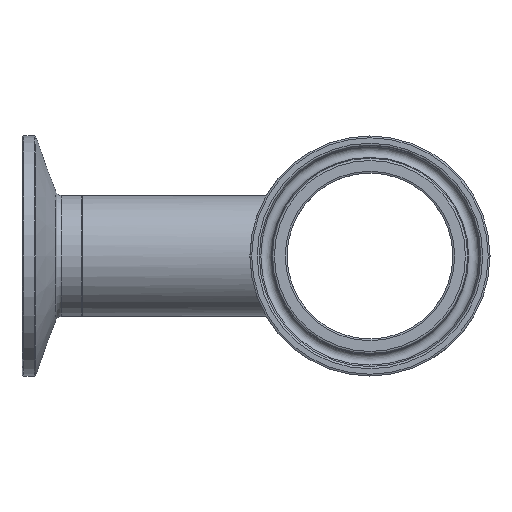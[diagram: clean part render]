
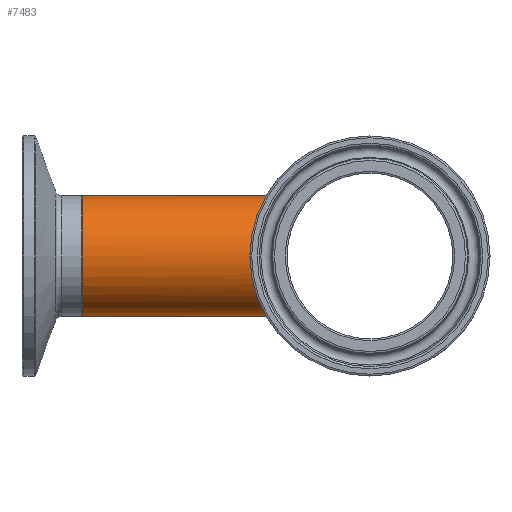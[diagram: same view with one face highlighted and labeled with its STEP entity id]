
A CAD part, left-side view. The second image highlights one B-rep face of the part: STEP entity #7483.
In plain terms, the highlighted cylindrical face has radius 12.7 mm (diameter 25.4 mm), a full revolution.
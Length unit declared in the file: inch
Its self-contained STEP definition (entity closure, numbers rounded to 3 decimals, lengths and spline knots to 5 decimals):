
#139=FACE_BOUND('',#1386,.T.);
#917=FACE_OUTER_BOUND('',#1385,.T.);
#1385=EDGE_LOOP('',(#6843));
#1386=EDGE_LOOP('',(#6844));
#1832=B_SPLINE_CURVE_WITH_KNOTS('',3,(#16099,#16100,#16101,#16102,#16103,
#16104,#16105,#16106,#16107,#16108,#16109,#16110,#16111,#16112,#16113,#16114,
#16115,#16116,#16117,#16118,#16119,#16120),.UNSPECIFIED.,.T.,.F.,(4,1,1,
1,1,1,1,1,1,1,1,1,1,1,1,1,1,1,1,4),(0.,0.28474,0.56948,
1.13896,1.51861,1.89826,2.27791,3.03722,
3.41687,3.79652,4.17618,4.55583,4.93548,
5.69478,5.97952,6.26426,6.83374,7.40322,
7.68796,7.9727),.UNSPECIFIED.);
#2967=CIRCLE('',#7935,0.5);
#3699=VERTEX_POINT('',#15985);
#3700=VERTEX_POINT('',#16097);
#4767=EDGE_CURVE('',#3699,#3699,#2967,.T.);
#4769=EDGE_CURVE('',#3700,#3700,#1832,.T.);
#6843=ORIENTED_EDGE('',*,*,#4767,.T.);
#6844=ORIENTED_EDGE('',*,*,#4769,.F.);
#6998=CYLINDRICAL_SURFACE('',#7937,0.5);
#7483=ADVANCED_FACE('',(#917,#139),#6998,.T.);
#7935=AXIS2_PLACEMENT_3D('',#15986,#9330,#9331);
#7937=AXIS2_PLACEMENT_3D('',#16121,#9334,#9335);
#9330=DIRECTION('center_axis',(0.,-1.,0.));
#9331=DIRECTION('ref_axis',(1.,0.,0.));
#9334=DIRECTION('center_axis',(0.,-1.,0.));
#9335=DIRECTION('ref_axis',(1.,0.,0.));
#15985=CARTESIAN_POINT('',(2.375,2.375,0.));
#15986=CARTESIAN_POINT('Origin',(2.875,2.375,0.));
#16097=CARTESIAN_POINT('',(2.875,0.5863,0.5));
#16099=CARTESIAN_POINT('Ctrl Pts',(2.875,0.58628,0.5));
#16100=CARTESIAN_POINT('Ctrl Pts',(2.83615,0.58628,0.5));
#16101=CARTESIAN_POINT('Ctrl Pts',(2.75846,0.59649,0.49079));
#16102=CARTESIAN_POINT('Ctrl Pts',(2.61758,0.64759,0.43945));
#16103=CARTESIAN_POINT('Ctrl Pts',(2.49418,0.72401,0.34093));
#16104=CARTESIAN_POINT('Ctrl Pts',(2.40486,0.7892,0.19146));
#16105=CARTESIAN_POINT('Ctrl Pts',(2.36825,0.81772,0.03997));
#16106=CARTESIAN_POINT('Ctrl Pts',(2.38532,0.80473,-0.17117));
#16107=CARTESIAN_POINT('Ctrl Pts',(2.49176,0.72222,-0.34565));
#16108=CARTESIAN_POINT('Ctrl Pts',(2.65075,0.63353,-0.4547));
#16109=CARTESIAN_POINT('Ctrl Pts',(2.7954,0.58433,-0.50193));
#16110=CARTESIAN_POINT('Ctrl Pts',(2.95462,0.58453,-0.5019));
#16111=CARTESIAN_POINT('Ctrl Pts',(3.09923,0.63353,-0.45463));
#16112=CARTESIAN_POINT('Ctrl Pts',(3.25821,0.72231,-0.34585));
#16113=CARTESIAN_POINT('Ctrl Pts',(3.35794,0.79952,-0.18198));
#16114=CARTESIAN_POINT('Ctrl Pts',(3.37965,0.81606,0.0001));
#16115=CARTESIAN_POINT('Ctrl Pts',(3.36119,0.80176,0.15558));
#16116=CARTESIAN_POINT('Ctrl Pts',(3.27478,0.73586,0.32613));
#16117=CARTESIAN_POINT('Ctrl Pts',(3.13242,0.64757,0.43934));
#16118=CARTESIAN_POINT('Ctrl Pts',(2.99154,0.59649,0.49081));
#16119=CARTESIAN_POINT('Ctrl Pts',(2.91385,0.58629,0.5));
#16120=CARTESIAN_POINT('Ctrl Pts',(2.875,0.58628,0.5));
#16121=CARTESIAN_POINT('Origin',(2.875,2.375,0.));
